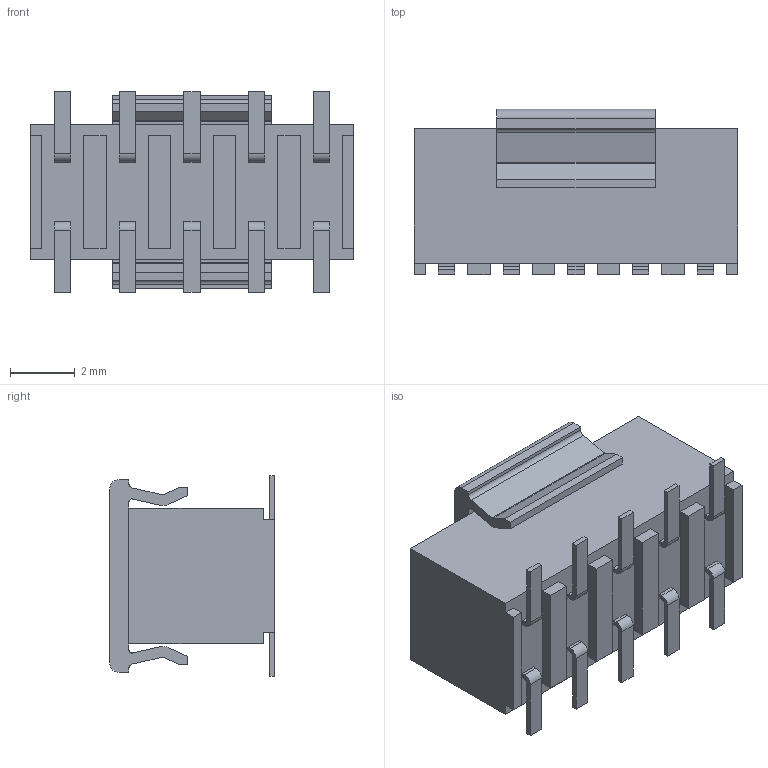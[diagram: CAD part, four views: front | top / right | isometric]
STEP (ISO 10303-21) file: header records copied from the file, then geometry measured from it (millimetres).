
FILE_DESCRIPTION (( 'STEP AP203' ), '1' );
FILE_NAME ('Connector Socket 10-pin 2-row 2mm x 2mm 1.9A 125V SMT Molex 873811064.STEP', '2018-02-12T16:07:28', ( '' ), ( '' ), 'SwSTEP 2.0', 'SolidWorks 2016', '' );
FILE_SCHEMA (( 'CONFIG_CONTROL_DESIGN' ));
Length unit declared in the file: millimetre
Products named in the file (1): Connector Socket  10-pin 2-row 2mm x 2mm 1.9A 125V SMT Molex 873811064
Bounding box: 10 x 5.1 x 6.2 mm (x, y, z)
Volume: 171.4 mm3; surface area: 563.6 mm2
Topology: 1 solids, 3 shells, 385 faces, 1001 edges, 650 vertices
Faces by surface type: plane 352, cylinder 33
Entity records: 11598 total; most frequent: CARTESIAN_POINT 2037, ORIENTED_EDGE 2002, DIRECTION 1839, EDGE_CURVE 1001, LINE 935, VECTOR 935, VERTEX_POINT 650, AXIS2_PLACEMENT_3D 452
